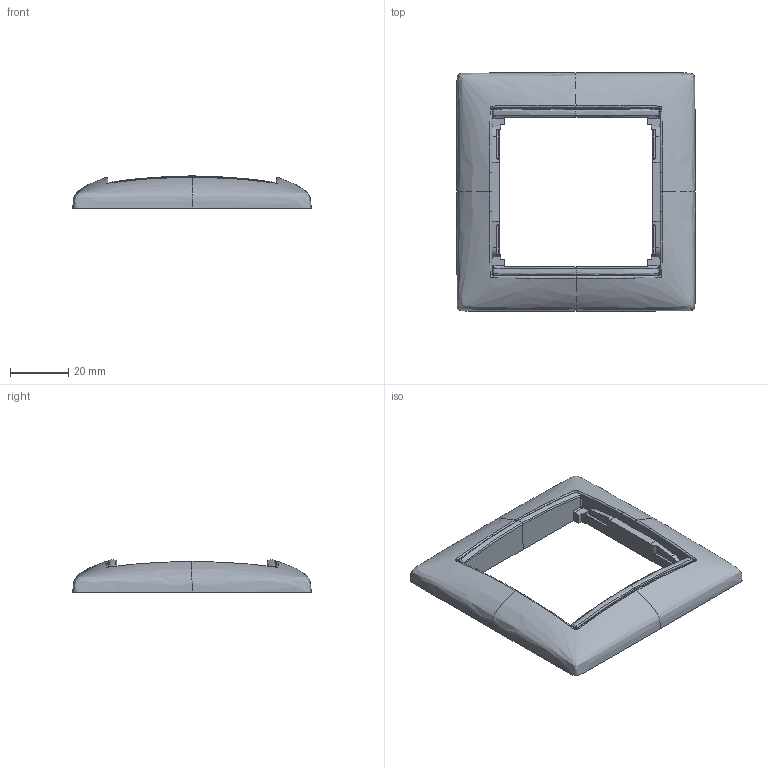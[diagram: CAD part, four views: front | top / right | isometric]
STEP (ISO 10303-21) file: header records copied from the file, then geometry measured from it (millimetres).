
FILE_DESCRIPTION (( 'STEP AP214' ), '1' );
FILE_NAME ('774451.STEP', '2025-09-02T10:43:46', ( '' ), ( '' ), 'SwSTEP 2.0', 'SolidWorks 2022', '' );
FILE_SCHEMA (( 'AUTOMOTIVE_DESIGN' ));
Length unit declared in the file: millimetre
Products named in the file (1): 774451
Bounding box: 82 x 82 x 11.07 mm (x, y, z)
Volume: 29961 mm3; surface area: 13812.2 mm2
Topology: 1 solids, 1 shells, 339 faces, 846 edges, 494 vertices
Faces by surface type: bspline 230, plane 69, cylinder 32, sphere 8
Entity records: 31448 total; most frequent: CARTESIAN_POINT 25492, ORIENTED_EDGE 1652, EDGE_CURVE 826, B_SPLINE_CURVE_WITH_KNOTS 622, VERTEX_POINT 490, DIRECTION 456, EDGE_LOOP 342, FACE_OUTER_BOUND 339
